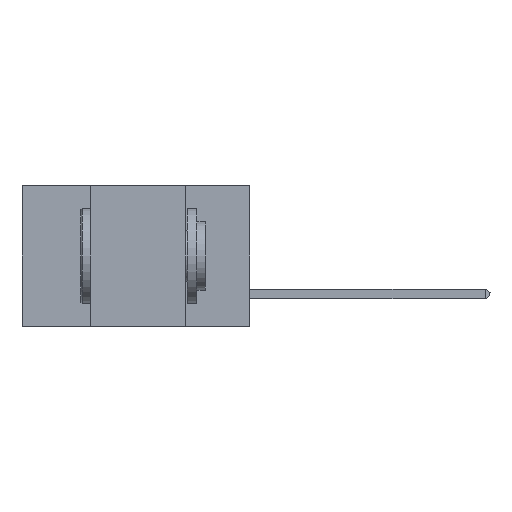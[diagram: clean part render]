
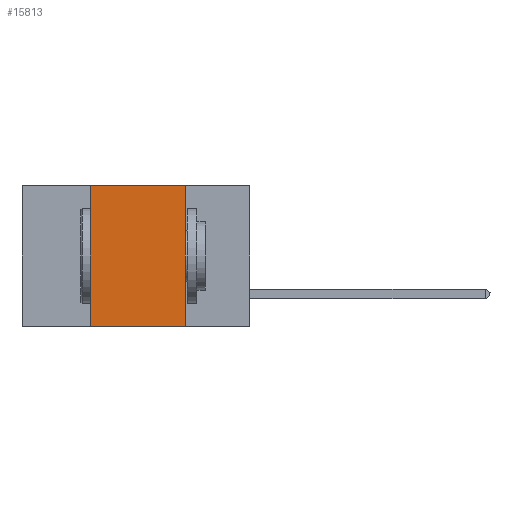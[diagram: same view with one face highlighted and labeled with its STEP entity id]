
A CAD part, left-side view. The second image highlights one B-rep face of the part: STEP entity #15813.
In plain terms, the highlighted planar face has unit normal (-1, 0, 0).
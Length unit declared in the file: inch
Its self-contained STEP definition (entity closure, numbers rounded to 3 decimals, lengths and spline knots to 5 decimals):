
#150 = VECTOR ( 'NONE', #21342, 39.37008 ) ;
#3078 = CARTESIAN_POINT ( 'NONE',  ( 0., 0.17, 0. ) ) ;
#3205 = DIRECTION ( 'NONE',  ( 0., 0., -1. ) ) ;
#3740 = EDGE_CURVE ( 'NONE', #29283, #34103, #14645, .T. ) ;
#4278 = DIRECTION ( 'NONE',  ( 1., 0., 0. ) ) ;
#7545 = LINE ( 'NONE', #3078, #17226 ) ;
#10746 = LINE ( 'NONE', #15252, #150 ) ;
#11685 = CARTESIAN_POINT ( 'NONE',  ( 0., 0.17, -0.37 ) ) ;
#14283 = EDGE_CURVE ( 'NONE', #23445, #29283, #10746, .T. ) ;
#14645 = LINE ( 'NONE', #32465, #32474 ) ;
#15252 = CARTESIAN_POINT ( 'NONE',  ( 0., 0.42, 0. ) ) ;
#15652 = AXIS2_PLACEMENT_3D ( 'NONE', #16726, #4278, #27495 ) ;
#15813 = ADVANCED_FACE ( 'NONE', ( #30962 ), #26579, .F. ) ;
#16726 = CARTESIAN_POINT ( 'NONE',  ( 0., 0.6, 0. ) ) ;
#17226 = VECTOR ( 'NONE', #3205, 39.37008 ) ;
#17644 = CARTESIAN_POINT ( 'NONE',  ( 0., 0.42, -0.37 ) ) ;
#17893 = DIRECTION ( 'NONE',  ( 0., -1., 0. ) ) ;
#19978 = VECTOR ( 'NONE', #29233, 39.37008 ) ;
#21342 = DIRECTION ( 'NONE',  ( 0., 0., 1. ) ) ;
#21425 = EDGE_CURVE ( 'NONE', #23445, #25488, #37377, .T. ) ;
#23140 = CARTESIAN_POINT ( 'NONE',  ( 0., 0.17, 0. ) ) ;
#23445 = VERTEX_POINT ( 'NONE', #17644 ) ;
#25488 = VERTEX_POINT ( 'NONE', #11685 ) ;
#26051 = EDGE_LOOP ( 'NONE', ( #32116, #28222, #31017, #30843 ) ) ;
#26426 = CARTESIAN_POINT ( 'NONE',  ( 0., 0.6, -0.37 ) ) ;
#26579 = PLANE ( 'NONE',  #15652 ) ;
#27495 = DIRECTION ( 'NONE',  ( 0., 0., -1. ) ) ;
#28222 = ORIENTED_EDGE ( 'NONE', *, *, #3740, .F. ) ;
#29233 = DIRECTION ( 'NONE',  ( 0., -1., 0. ) ) ;
#29256 = CARTESIAN_POINT ( 'NONE',  ( 0., 0.42, 0. ) ) ;
#29283 = VERTEX_POINT ( 'NONE', #29256 ) ;
#29712 = EDGE_CURVE ( 'NONE', #34103, #25488, #7545, .T. ) ;
#30843 = ORIENTED_EDGE ( 'NONE', *, *, #21425, .T. ) ;
#30962 = FACE_OUTER_BOUND ( 'NONE', #26051, .T. ) ;
#31017 = ORIENTED_EDGE ( 'NONE', *, *, #14283, .F. ) ;
#32116 = ORIENTED_EDGE ( 'NONE', *, *, #29712, .F. ) ;
#32465 = CARTESIAN_POINT ( 'NONE',  ( 0., 0.6, 0. ) ) ;
#32474 = VECTOR ( 'NONE', #17893, 39.37008 ) ;
#34103 = VERTEX_POINT ( 'NONE', #23140 ) ;
#37377 = LINE ( 'NONE', #26426, #19978 ) ;
